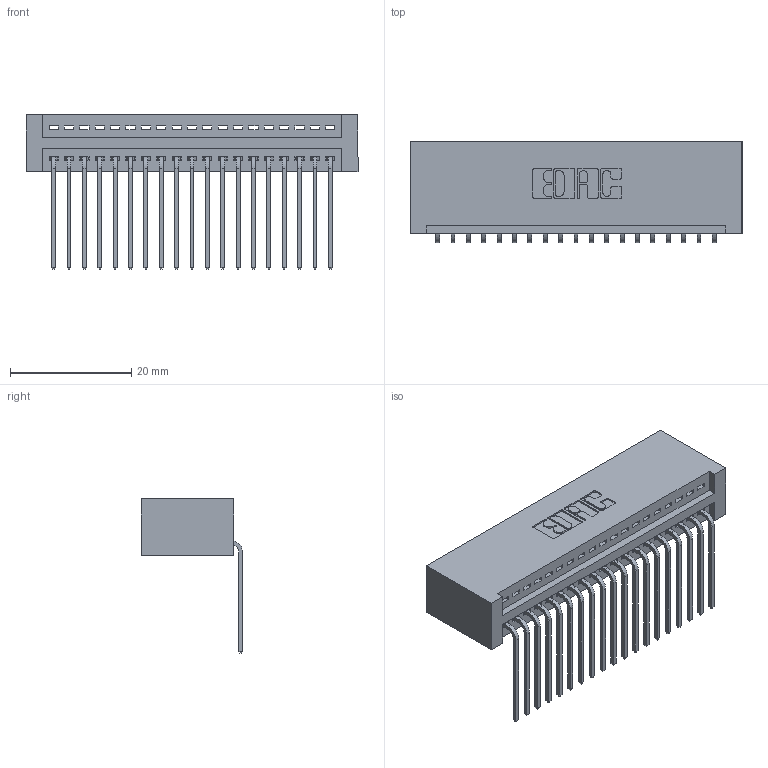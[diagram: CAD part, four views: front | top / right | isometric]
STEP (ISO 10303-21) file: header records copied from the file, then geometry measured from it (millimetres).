
FILE_DESCRIPTION (( 'STEP AP203' ), '1' );
FILE_NAME ('345-019-559-101.STEP', '2018-08-20T02:05:55', ( '' ), ( '' ), 'SwSTEP 2.0', 'SolidWorks 2016', '' );
FILE_SCHEMA (( 'CONFIG_CONTROL_DESIGN' ));
Length unit declared in the file: inch
Products named in the file (3): 345 Part_No Mounting Lugs; 345-292-001_558 559 Tail - 1; 345-019-559-101
Assembly tree (20 placements, depth 2):
  345-019-559-101
    345 Part_No Mounting Lugs
    345-292-001_558 559 Tail - 1  x19
Bounding box: 54.86 x 16.75 x 25.53 mm (x, y, z)
Volume: 5670.3 mm3; surface area: 7784.8 mm2
Topology: 20 solids, 20 shells, 1258 faces, 3775 edges, 2490 vertices
Faces by surface type: plane 874, cylinder 384
Entity records: 17203 total; most frequent: CARTESIAN_POINT 2989, ORIENTED_EDGE 2942, DIRECTION 2637, EDGE_CURVE 1471, LINE 1271, VECTOR 1271, VERTEX_POINT 978, AXIS2_PLACEMENT_3D 683
